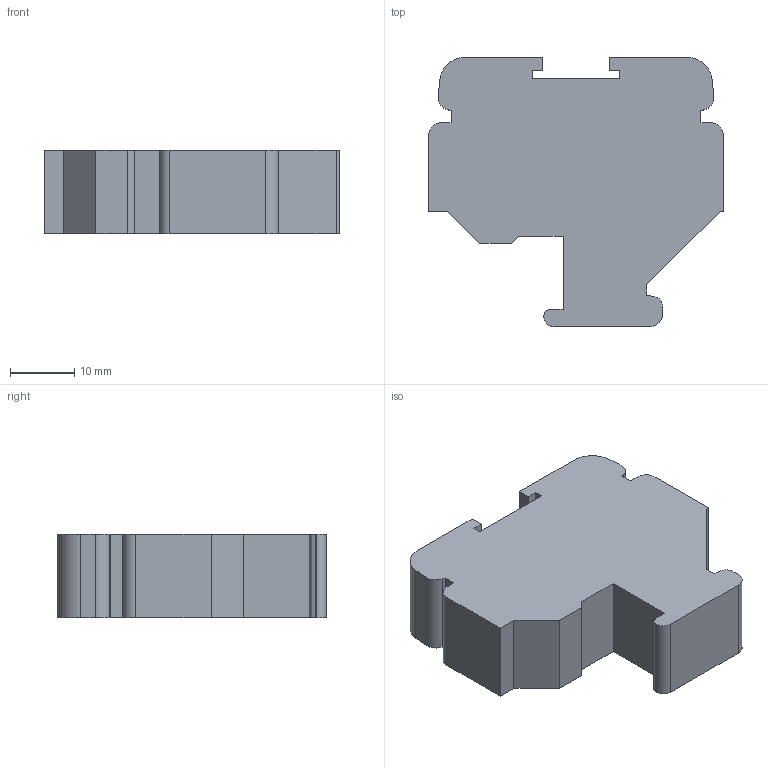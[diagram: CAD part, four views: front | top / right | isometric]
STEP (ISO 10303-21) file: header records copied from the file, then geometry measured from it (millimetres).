
FILE_DESCRIPTION(/* description */ ('Unknown'),/* implementation_level */ '2;1');
FILE_NAME(/* name */ 'CATM5NV',/* time_stamp */ '2023-02-01T15:15:22+06:00',/* author */ ('Unknown'),/* organization */ ('Unknown'),/* preprocessor_version */ 'ST-DEVELOPER v16.7',/* originating_system */ 'Solid Edge',/* authorisation */ 'Unknown');
FILE_SCHEMA (('AUTOMOTIVE_DESIGN {1 0 10303 214 3 1 1}'));
Length unit declared in the file: millimetre
Products named in the file (1): 6CATM4NVH
Bounding box: 46 x 42 x 13 mm (x, y, z)
Volume: 18219.1 mm3; surface area: 5269.3 mm2
Topology: 1 solids, 1 shells, 45 faces, 129 edges, 86 vertices
Faces by surface type: plane 35, cylinder 10
Entity records: 1493 total; most frequent: CARTESIAN_POINT 261, ORIENTED_EDGE 258, DIRECTION 241, EDGE_CURVE 129, LINE 109, VECTOR 109, VERTEX_POINT 86, AXIS2_PLACEMENT_3D 66
